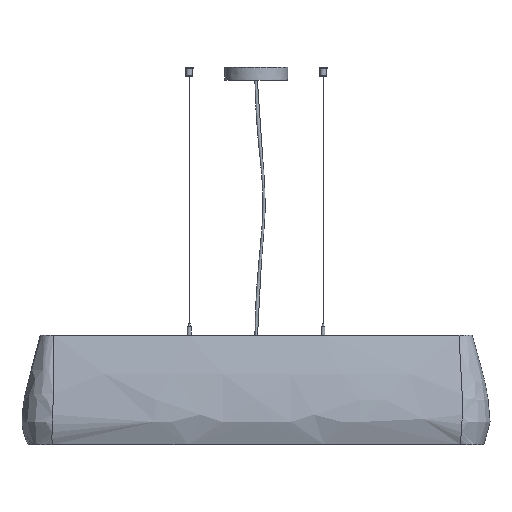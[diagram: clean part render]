
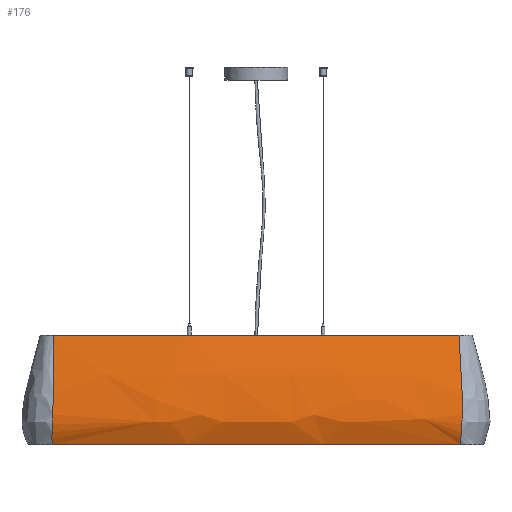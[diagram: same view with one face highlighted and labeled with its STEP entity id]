
A CAD part, front view. The second image highlights one B-rep face of the part: STEP entity #176.
In plain terms, the highlighted free-form (B-spline) face has degree [3, 3] with [10, 5] control points.
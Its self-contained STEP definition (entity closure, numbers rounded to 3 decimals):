
#176=ADVANCED_FACE('',(#297),#1786,.T.);
#297=FACE_OUTER_BOUND('',#418,.T.);
#418=EDGE_LOOP('',(#571,#572,#573,#574));
#571=ORIENTED_EDGE('',*,*,#1064,.T.);
#572=ORIENTED_EDGE('',*,*,#1065,.T.);
#573=ORIENTED_EDGE('',*,*,#1061,.F.);
#574=ORIENTED_EDGE('',*,*,#1063,.T.);
#1061=EDGE_CURVE('',#1551,#1552,#1452,.T.);
#1063=EDGE_CURVE('',#1551,#1553,#1454,.T.);
#1064=EDGE_CURVE('',#1553,#1554,#1455,.T.);
#1065=EDGE_CURVE('',#1554,#1552,#1456,.T.);
#1452=B_SPLINE_CURVE_WITH_KNOTS('',3,(#7363,#7364,#7365,#7366,#7367),
 .UNSPECIFIED.,.F.,.F.,(4,1,4),(0.,138.834,277.668),
 .UNSPECIFIED.);
#1454=B_SPLINE_CURVE_WITH_KNOTS('',3,(#7414,#7415,#7416,#7417,#7418,#7419,
#7420,#7421,#7422,#7423),.UNSPECIFIED.,.F.,.F.,(4,2,2,2,4),(1245.539,
1487.734,1729.928,1972.122,2214.316),
 .UNSPECIFIED.);
#1455=B_SPLINE_CURVE_WITH_KNOTS('',3,(#7424,#7425,#7426,#7427,#7428),
 .UNSPECIFIED.,.F.,.F.,(4,1,4),(0.,138.834,277.668),
 .UNSPECIFIED.);
#1456=B_SPLINE_CURVE_WITH_KNOTS('',3,(#7429,#7430,#7431,#7432,#7433,#7434,
#7435,#7436,#7437,#7438),.UNSPECIFIED.,.F.,.F.,(4,2,2,2,4),(-2214.316,
-1972.122,-1729.928,-1487.734,-1245.539),
 .UNSPECIFIED.);
#1551=VERTEX_POINT('',#6704);
#1552=VERTEX_POINT('',#6705);
#1553=VERTEX_POINT('',#6706);
#1554=VERTEX_POINT('',#6707);
#1786=B_SPLINE_SURFACE_WITH_KNOTS('',3,3,((#2722,#2723,#2724,#2725,#2726),
(#2727,#2728,#2729,#2730,#2731),(#2732,#2733,#2734,#2735,#2736),(#2737,
#2738,#2739,#2740,#2741),(#2742,#2743,#2744,#2745,#2746),(#2747,#2748,#2749,
#2750,#2751),(#2752,#2753,#2754,#2755,#2756),(#2757,#2758,#2759,#2760,#2761),
(#2762,#2763,#2764,#2765,#2766),(#2767,#2768,#2769,#2770,#2771)),
 .UNSPECIFIED.,.F.,.F.,.F.,(4,2,2,2,4),(4,1,4),(1245.539,1487.734,
1729.928,1972.122,2214.316),(0.,138.834,
277.668),.UNSPECIFIED.);
#2722=CARTESIAN_POINT('',(499.922,-37.154,269.8));
#2723=CARTESIAN_POINT('',(502.932,-60.102,191.7));
#2724=CARTESIAN_POINT('',(511.886,-78.551,106.475));
#2725=CARTESIAN_POINT('',(506.288,-87.409,39.383));
#2726=CARTESIAN_POINT('',(503.048,-65.96,0.));
#2727=CARTESIAN_POINT('',(416.747,-43.209,269.8));
#2728=CARTESIAN_POINT('',(417.579,-66.385,191.7));
#2729=CARTESIAN_POINT('',(425.035,-85.9,106.56));
#2730=CARTESIAN_POINT('',(419.108,-93.882,39.383));
#2731=CARTESIAN_POINT('',(419.352,-72.064,0.));
#2732=CARTESIAN_POINT('',(333.467,-47.759,269.8));
#2733=CARTESIAN_POINT('',(335.055,-70.838,191.7));
#2734=CARTESIAN_POINT('',(342.938,-89.886,106.504));
#2735=CARTESIAN_POINT('',(336.977,-98.275,39.383));
#2736=CARTESIAN_POINT('',(335.551,-76.652,0.));
#2737=CARTESIAN_POINT('',(166.788,-53.831,269.8));
#2738=CARTESIAN_POINT('',(167.377,-76.975,191.7));
#2739=CARTESIAN_POINT('',(174.461,-96.384,106.512));
#2740=CARTESIAN_POINT('',(168.182,-104.477,39.383));
#2741=CARTESIAN_POINT('',(167.831,-82.775,0.));
#2742=CARTESIAN_POINT('',(83.394,-55.352,269.8));
#2743=CARTESIAN_POINT('',(83.751,-78.492,191.7));
#2744=CARTESIAN_POINT('',(90.611,-97.935,106.503));
#2745=CARTESIAN_POINT('',(84.202,-105.996,39.383));
#2746=CARTESIAN_POINT('',(83.917,-84.308,0.));
#2747=CARTESIAN_POINT('',(-83.396,-55.352,269.8));
#2748=CARTESIAN_POINT('',(-83.732,-78.495,191.7));
#2749=CARTESIAN_POINT('',(-77.476,-98.115,106.496));
#2750=CARTESIAN_POINT('',(-84.166,-106.002,39.383));
#2751=CARTESIAN_POINT('',(-83.914,-84.308,0.));
#2752=CARTESIAN_POINT('',(-166.787,-53.831,269.8));
#2753=CARTESIAN_POINT('',(-167.447,-76.966,191.7));
#2754=CARTESIAN_POINT('',(-161.479,-96.656,106.492));
#2755=CARTESIAN_POINT('',(-168.307,-104.463,39.383));
#2756=CARTESIAN_POINT('',(-167.831,-82.775,0.));
#2757=CARTESIAN_POINT('',(-333.465,-47.759,269.8));
#2758=CARTESIAN_POINT('',(-334.788,-70.867,191.7));
#2759=CARTESIAN_POINT('',(-329.41,-90.692,106.484));
#2760=CARTESIAN_POINT('',(-336.509,-98.325,39.383));
#2761=CARTESIAN_POINT('',(-335.549,-76.653,0.));
#2762=CARTESIAN_POINT('',(-416.749,-43.208,269.8));
#2763=CARTESIAN_POINT('',(-418.401,-66.295,191.7));
#2764=CARTESIAN_POINT('',(-413.317,-86.181,106.48));
#2765=CARTESIAN_POINT('',(-420.55,-93.725,39.383));
#2766=CARTESIAN_POINT('',(-419.351,-72.064,0.));
#2767=CARTESIAN_POINT('',(-499.923,-37.154,269.8));
#2768=CARTESIAN_POINT('',(-501.903,-60.214,191.7));
#2769=CARTESIAN_POINT('',(-497.114,-80.153,106.475));
#2770=CARTESIAN_POINT('',(-504.48,-87.605,39.383));
#2771=CARTESIAN_POINT('',(-503.046,-65.96,0.));
#6704=CARTESIAN_POINT('',(499.922,-37.154,269.8));
#6705=CARTESIAN_POINT('',(503.048,-65.96,0.));
#6706=CARTESIAN_POINT('',(-499.923,-37.154,269.8));
#6707=CARTESIAN_POINT('',(-503.046,-65.96,0.));
#7363=CARTESIAN_POINT('',(499.922,-37.154,269.8));
#7364=CARTESIAN_POINT('',(502.932,-60.102,191.7));
#7365=CARTESIAN_POINT('',(511.886,-78.551,106.475));
#7366=CARTESIAN_POINT('',(506.288,-87.409,39.383));
#7367=CARTESIAN_POINT('',(503.048,-65.96,0.));
#7414=CARTESIAN_POINT('',(499.922,-37.154,269.8));
#7415=CARTESIAN_POINT('',(416.747,-43.209,269.8));
#7416=CARTESIAN_POINT('',(333.467,-47.759,269.8));
#7417=CARTESIAN_POINT('',(166.788,-53.831,269.8));
#7418=CARTESIAN_POINT('',(83.394,-55.352,269.8));
#7419=CARTESIAN_POINT('',(-83.396,-55.352,269.8));
#7420=CARTESIAN_POINT('',(-166.787,-53.831,269.8));
#7421=CARTESIAN_POINT('',(-333.465,-47.759,269.8));
#7422=CARTESIAN_POINT('',(-416.749,-43.208,269.8));
#7423=CARTESIAN_POINT('',(-499.923,-37.154,269.8));
#7424=CARTESIAN_POINT('',(-499.923,-37.154,269.8));
#7425=CARTESIAN_POINT('',(-501.903,-60.214,191.7));
#7426=CARTESIAN_POINT('',(-497.114,-80.153,106.475));
#7427=CARTESIAN_POINT('',(-504.48,-87.605,39.383));
#7428=CARTESIAN_POINT('',(-503.046,-65.96,0.));
#7429=CARTESIAN_POINT('',(-503.046,-65.96,0.));
#7430=CARTESIAN_POINT('',(-419.351,-72.064,0.));
#7431=CARTESIAN_POINT('',(-335.549,-76.653,0.));
#7432=CARTESIAN_POINT('',(-167.831,-82.775,0.));
#7433=CARTESIAN_POINT('',(-83.914,-84.308,0.));
#7434=CARTESIAN_POINT('',(83.917,-84.308,0.));
#7435=CARTESIAN_POINT('',(167.831,-82.775,0.));
#7436=CARTESIAN_POINT('',(335.551,-76.652,0.));
#7437=CARTESIAN_POINT('',(419.352,-72.064,0.));
#7438=CARTESIAN_POINT('',(503.048,-65.96,0.));
